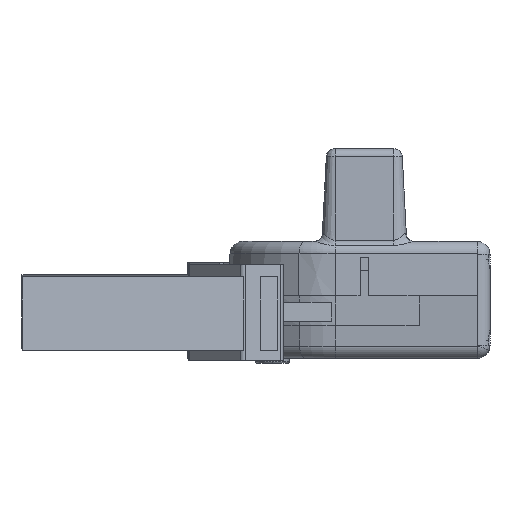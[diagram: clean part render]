
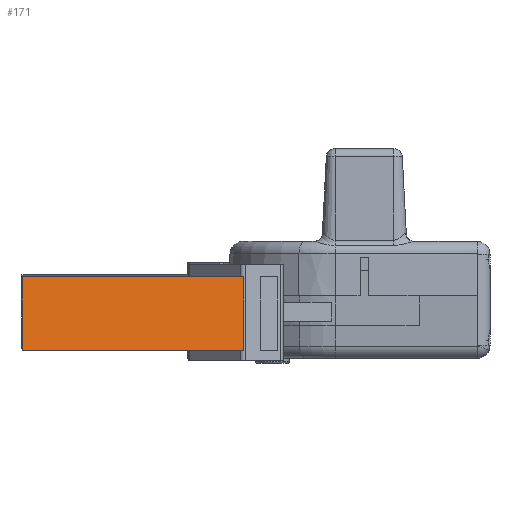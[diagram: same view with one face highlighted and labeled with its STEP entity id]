
A CAD part, left-side view. The second image highlights one B-rep face of the part: STEP entity #171.
In plain terms, the highlighted planar face has unit normal (-0.916, -0.401, 0).
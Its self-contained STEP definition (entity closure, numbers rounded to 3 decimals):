
#46 = ORIENTED_EDGE ( 'NONE', *, *, #10737, .F. ) ;
#171 = ADVANCED_FACE ( 'NONE', ( #4009 ), #7926, .F. ) ;
#514 = DIRECTION ( 'NONE',  ( 0., 0., -1. ) ) ;
#1033 = VERTEX_POINT ( 'NONE', #2168 ) ;
#1483 = VECTOR ( 'NONE', #12633, 1000. ) ;
#1548 = AXIS2_PLACEMENT_3D ( 'NONE', #11874, #10036, #2105 ) ;
#2105 = DIRECTION ( 'NONE',  ( 0., 0., -1. ) ) ;
#2139 = ORIENTED_EDGE ( 'NONE', *, *, #4245, .T. ) ;
#2168 = CARTESIAN_POINT ( 'NONE',  ( -76.778, 78.576, 19.3 ) ) ;
#2419 = LINE ( 'NONE', #6500, #1483 ) ;
#2812 = CARTESIAN_POINT ( 'NONE',  ( -76.778, 78.576, 1.9 ) ) ;
#2844 = VECTOR ( 'NONE', #7444, 1000. ) ;
#3462 = VERTEX_POINT ( 'NONE', #6699 ) ;
#3840 = EDGE_CURVE ( 'NONE', #13273, #3462, #4111, .T. ) ;
#3862 = DIRECTION ( 'NONE',  ( 0.401, -0.916, 0. ) ) ;
#3873 = EDGE_LOOP ( 'NONE', ( #5910, #6029, #46, #2139 ) ) ;
#4009 = FACE_OUTER_BOUND ( 'NONE', #3873, .T. ) ;
#4111 = LINE ( 'NONE', #2812, #13747 ) ;
#4245 = EDGE_CURVE ( 'NONE', #1033, #13273, #9773, .T. ) ;
#4745 = CARTESIAN_POINT ( 'NONE',  ( -76.778, 78.576, 19.3 ) ) ;
#5910 = ORIENTED_EDGE ( 'NONE', *, *, #3840, .T. ) ;
#5917 = EDGE_CURVE ( 'NONE', #3462, #13555, #2419, .T. ) ;
#6029 = ORIENTED_EDGE ( 'NONE', *, *, #5917, .T. ) ;
#6500 = CARTESIAN_POINT ( 'NONE',  ( -53.808, 26.03, 43.397 ) ) ;
#6699 = CARTESIAN_POINT ( 'NONE',  ( -53.808, 26.03, 1.9 ) ) ;
#7444 = DIRECTION ( 'NONE',  ( 0.401, -0.916, 0. ) ) ;
#7459 = CARTESIAN_POINT ( 'NONE',  ( -76.778, 78.576, 19.3 ) ) ;
#7926 = PLANE ( 'NONE',  #1548 ) ;
#8026 = CARTESIAN_POINT ( 'NONE',  ( -76.778, 78.576, 1.9 ) ) ;
#8905 = CARTESIAN_POINT ( 'NONE',  ( -53.808, 26.03, 19.3 ) ) ;
#9773 = LINE ( 'NONE', #7459, #13910 ) ;
#10036 = DIRECTION ( 'NONE',  ( 0.916, 0.401, 0. ) ) ;
#10225 = LINE ( 'NONE', #4745, #2844 ) ;
#10737 = EDGE_CURVE ( 'NONE', #1033, #13555, #10225, .T. ) ;
#11874 = CARTESIAN_POINT ( 'NONE',  ( -76.778, 78.576, 19.3 ) ) ;
#12633 = DIRECTION ( 'NONE',  ( 0., 0., 1. ) ) ;
#13273 = VERTEX_POINT ( 'NONE', #8026 ) ;
#13555 = VERTEX_POINT ( 'NONE', #8905 ) ;
#13747 = VECTOR ( 'NONE', #3862, 1000. ) ;
#13910 = VECTOR ( 'NONE', #514, 1000. ) ;
